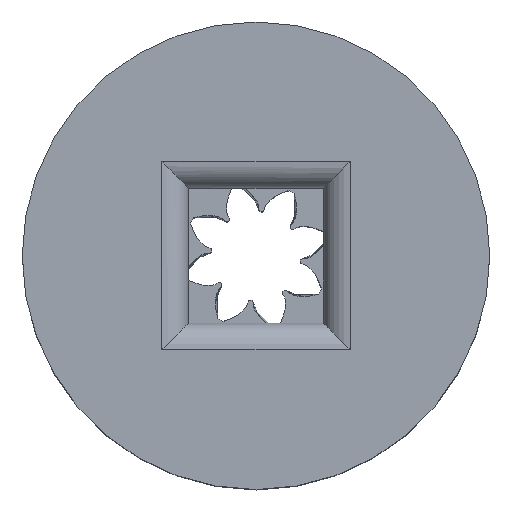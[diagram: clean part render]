
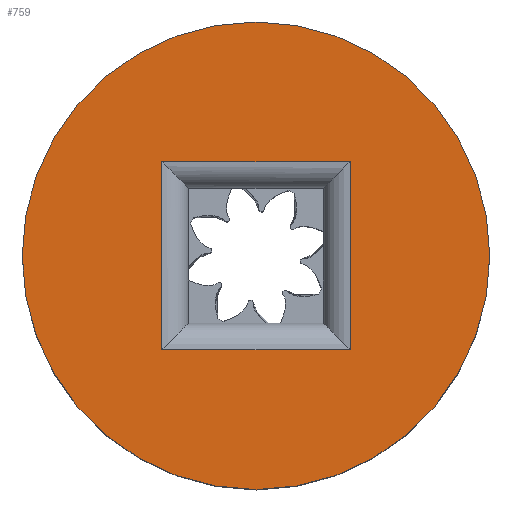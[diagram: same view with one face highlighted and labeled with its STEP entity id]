
A CAD part, top view. The second image highlights one B-rep face of the part: STEP entity #759.
In plain terms, the highlighted planar face has unit normal (0, 0, 1).
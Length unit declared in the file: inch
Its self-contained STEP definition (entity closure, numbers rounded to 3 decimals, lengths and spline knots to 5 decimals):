
#20=FACE_BOUND('',#149,.T.);
#27=PLANE('',#824);
#54=CIRCLE('',#813,0.43307);
#103=FACE_OUTER_BOUND('',#148,.T.);
#148=EDGE_LOOP('',(#661));
#149=EDGE_LOOP('',(#662,#663,#664,#665));
#188=LINE('',#3226,#238);
#190=LINE('',#3234,#240);
#192=LINE('',#3240,#242);
#195=LINE('',#3246,#245);
#238=VECTOR('',#931,0.3937);
#240=VECTOR('',#939,0.3937);
#242=VECTOR('',#945,0.3937);
#245=VECTOR('',#952,0.3937);
#358=VERTEX_POINT('',#3220);
#359=VERTEX_POINT('',#3224);
#360=VERTEX_POINT('',#3225);
#363=VERTEX_POINT('',#3233);
#365=VERTEX_POINT('',#3239);
#456=EDGE_CURVE('',#358,#358,#54,.T.);
#458=EDGE_CURVE('',#359,#360,#188,.T.);
#462=EDGE_CURVE('',#360,#363,#190,.T.);
#465=EDGE_CURVE('',#363,#365,#192,.T.);
#469=EDGE_CURVE('',#365,#359,#195,.T.);
#661=ORIENTED_EDGE('',*,*,#456,.T.);
#662=ORIENTED_EDGE('',*,*,#458,.F.);
#663=ORIENTED_EDGE('',*,*,#469,.F.);
#664=ORIENTED_EDGE('',*,*,#465,.F.);
#665=ORIENTED_EDGE('',*,*,#462,.F.);
#759=ADVANCED_FACE('',(#103,#20),#27,.T.);
#813=AXIS2_PLACEMENT_3D('',#3221,#926,#927);
#824=AXIS2_PLACEMENT_3D('',#3256,#963,#964);
#926=DIRECTION('center_axis',(0.,0.,1.));
#927=DIRECTION('ref_axis',(-1.,0.,0.));
#931=DIRECTION('',(0.,-1.,0.));
#939=DIRECTION('',(1.,0.,0.));
#945=DIRECTION('',(0.,1.,0.));
#952=DIRECTION('',(-1.,0.,0.));
#963=DIRECTION('center_axis',(0.,0.,1.));
#964=DIRECTION('ref_axis',(-1.,0.,0.));
#3220=CARTESIAN_POINT('',(0.93307,0.,0.67717));
#3221=CARTESIAN_POINT('Origin',(0.5,0.,0.67717));
#3224=CARTESIAN_POINT('',(0.32579,0.17421,0.67717));
#3225=CARTESIAN_POINT('',(0.32579,-0.17421,0.67717));
#3226=CARTESIAN_POINT('',(0.32579,-0.0625,0.67717));
#3233=CARTESIAN_POINT('',(0.67421,-0.17421,0.67717));
#3234=CARTESIAN_POINT('',(0.5625,-0.17421,0.67717));
#3239=CARTESIAN_POINT('',(0.67421,0.17421,0.67717));
#3240=CARTESIAN_POINT('',(0.67421,0.0625,0.67717));
#3246=CARTESIAN_POINT('',(0.4375,0.17421,0.67717));
#3256=CARTESIAN_POINT('Origin',(0.5,0.,0.67717));
